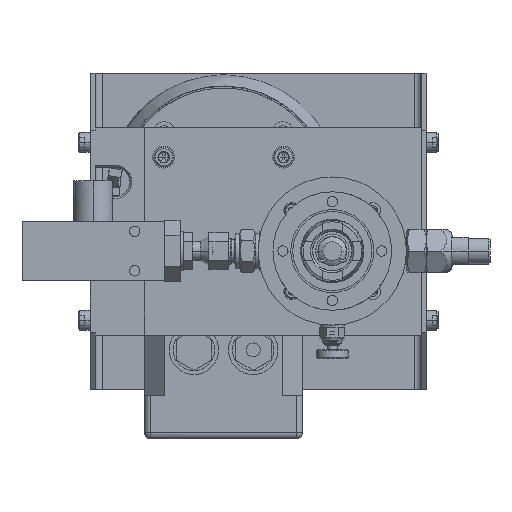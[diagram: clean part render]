
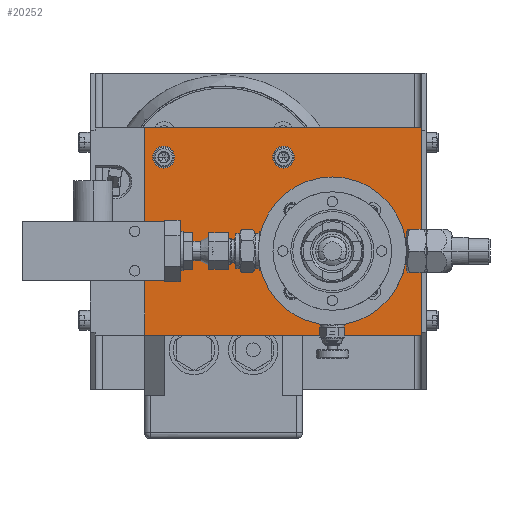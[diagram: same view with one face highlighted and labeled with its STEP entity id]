
A CAD part, front view. The second image highlights one B-rep face of the part: STEP entity #20252.
In plain terms, the highlighted planar face has unit normal (0, -1, 0).
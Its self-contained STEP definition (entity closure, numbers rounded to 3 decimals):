
#147=DIRECTION('',(0.,0.,1.));
#148=VECTOR('',#147,105.);
#149=CARTESIAN_POINT('',(100.,-270.5,-72.5));
#150=LINE('',#149,#148);
#187=DIRECTION('',(1.,0.,0.));
#188=VECTOR('',#187,140.);
#189=CARTESIAN_POINT('',(-40.,-270.5,-72.5));
#190=LINE('',#189,#188);
#388=DIRECTION('',(1.,0.,0.));
#389=VECTOR('',#388,140.);
#390=CARTESIAN_POINT('',(-40.,-270.5,32.5));
#391=LINE('',#390,#389);
#1360=DIRECTION('',(0.,0.,1.));
#1361=VECTOR('',#1360,105.);
#1362=CARTESIAN_POINT('',(-40.,-270.5,-72.5));
#1363=LINE('',#1362,#1361);
#1364=CARTESIAN_POINT('',(-30.3,-270.5,17.5));
#1365=DIRECTION('',(0.,1.,0.));
#1366=DIRECTION('',(1.,0.,0.));
#1367=AXIS2_PLACEMENT_3D('',#1364,#1365,#1366);
#1369=CARTESIAN_POINT('',(-30.3,-270.5,17.5));
#1370=DIRECTION('',(0.,1.,0.));
#1371=DIRECTION('',(-1.,0.,0.));
#1372=AXIS2_PLACEMENT_3D('',#1369,#1370,#1371);
#1374=CARTESIAN_POINT('',(30.3,-270.5,17.5));
#1375=DIRECTION('',(0.,1.,0.));
#1376=DIRECTION('',(1.,0.,0.));
#1377=AXIS2_PLACEMENT_3D('',#1374,#1375,#1376);
#1379=CARTESIAN_POINT('',(30.3,-270.5,17.5));
#1380=DIRECTION('',(0.,1.,0.));
#1381=DIRECTION('',(-1.,0.,0.));
#1382=AXIS2_PLACEMENT_3D('',#1379,#1380,#1381);
#1384=CARTESIAN_POINT('',(55.,-270.5,-30.));
#1385=DIRECTION('',(0.,1.,0.));
#1386=DIRECTION('',(0.,0.,-1.));
#1387=AXIS2_PLACEMENT_3D('',#1384,#1385,#1386);
#1389=CARTESIAN_POINT('',(55.,-270.5,-30.));
#1390=DIRECTION('',(0.,1.,0.));
#1391=DIRECTION('',(0.,0.,1.));
#1392=AXIS2_PLACEMENT_3D('',#1389,#1390,#1391);
#16430=CARTESIAN_POINT('',(-40.,-270.5,-72.5));
#16431=CARTESIAN_POINT('',(100.,-270.5,-72.5));
#16432=VERTEX_POINT('',#16430);
#16433=VERTEX_POINT('',#16431);
#16434=CARTESIAN_POINT('',(-40.,-270.5,32.5));
#16435=CARTESIAN_POINT('',(100.,-270.5,32.5));
#16436=VERTEX_POINT('',#16434);
#16437=VERTEX_POINT('',#16435);
#16522=CARTESIAN_POINT('',(-24.8,-270.5,17.5));
#16523=CARTESIAN_POINT('',(-35.8,-270.5,17.5));
#16524=VERTEX_POINT('',#16522);
#16525=VERTEX_POINT('',#16523);
#16530=CARTESIAN_POINT('',(35.8,-270.5,17.5));
#16531=CARTESIAN_POINT('',(24.8,-270.5,17.5));
#16532=VERTEX_POINT('',#16530);
#16533=VERTEX_POINT('',#16531);
#17242=CARTESIAN_POINT('',(55.,-270.5,-67.5));
#17243=CARTESIAN_POINT('',(55.,-270.5,7.5));
#17244=VERTEX_POINT('',#17242);
#17245=VERTEX_POINT('',#17243);
#20223=CARTESIAN_POINT('',(-40.,-270.5,-72.5));
#20224=DIRECTION('',(0.,-1.,0.));
#20225=DIRECTION('',(1.,0.,0.));
#20226=AXIS2_PLACEMENT_3D('',#20223,#20224,#20225);
#20227=PLANE('',#20226);
#20228=ORIENTED_EDGE('',*,*,#18882,.F.);
#20229=ORIENTED_EDGE('',*,*,#19064,.T.);
#20230=ORIENTED_EDGE('',*,*,#19051,.T.);
#20231=ORIENTED_EDGE('',*,*,#18803,.F.);
#20232=EDGE_LOOP('',(#20228,#20229,#20230,#20231));
#20233=FACE_OUTER_BOUND('',#20232,.F.);
#20235=ORIENTED_EDGE('',*,*,#20234,.F.);
#20237=ORIENTED_EDGE('',*,*,#20236,.F.);
#20238=EDGE_LOOP('',(#20235,#20237));
#20239=FACE_BOUND('',#20238,.F.);
#20241=ORIENTED_EDGE('',*,*,#20240,.F.);
#20243=ORIENTED_EDGE('',*,*,#20242,.F.);
#20244=EDGE_LOOP('',(#20241,#20243));
#20245=FACE_BOUND('',#20244,.F.);
#20247=ORIENTED_EDGE('',*,*,#20246,.F.);
#20249=ORIENTED_EDGE('',*,*,#20248,.F.);
#20250=EDGE_LOOP('',(#20247,#20249));
#20251=FACE_BOUND('',#20250,.F.);
#20252=ADVANCED_FACE('',(#20233,#20239,#20245,#20251),#20227,.T.);
#1368=CIRCLE('',#1367,5.5);
#1373=CIRCLE('',#1372,5.5);
#1378=CIRCLE('',#1377,5.5);
#1383=CIRCLE('',#1382,5.5);
#1388=CIRCLE('',#1387,37.5);
#1393=CIRCLE('',#1392,37.5);
#18803=EDGE_CURVE('',#16433,#16437,#150,.T.);
#18882=EDGE_CURVE('',#16432,#16433,#190,.T.);
#19051=EDGE_CURVE('',#16436,#16437,#391,.T.);
#19064=EDGE_CURVE('',#16432,#16436,#1363,.T.);
#20234=EDGE_CURVE('',#16524,#16525,#1368,.T.);
#20236=EDGE_CURVE('',#16525,#16524,#1373,.T.);
#20240=EDGE_CURVE('',#16532,#16533,#1378,.T.);
#20242=EDGE_CURVE('',#16533,#16532,#1383,.T.);
#20246=EDGE_CURVE('',#17244,#17245,#1388,.T.);
#20248=EDGE_CURVE('',#17245,#17244,#1393,.T.);
